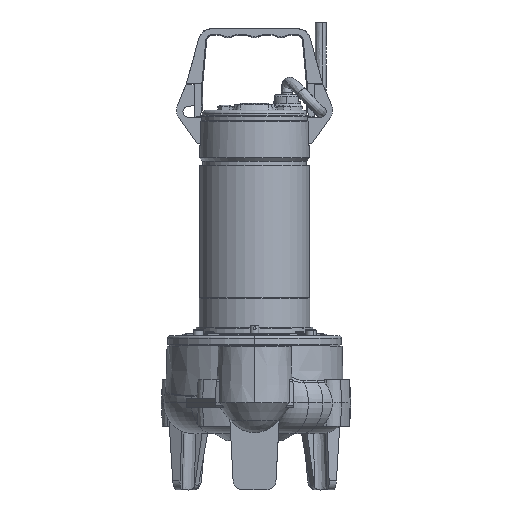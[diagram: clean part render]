
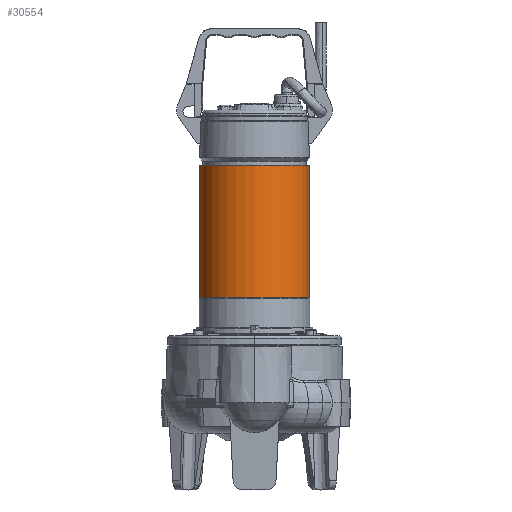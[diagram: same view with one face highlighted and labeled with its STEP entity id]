
A CAD part, top view. The second image highlights one B-rep face of the part: STEP entity #30554.
In plain terms, the highlighted cylindrical face has radius 45.8 mm (diameter 91.6 mm), a partial arc.
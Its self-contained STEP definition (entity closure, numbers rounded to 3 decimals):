
#691 = DIRECTION ( 'NONE',  ( 0., -1., 0. ) ) ;
#945 = DIRECTION ( 'NONE',  ( 1., 0., 0. ) ) ;
#4204 = CARTESIAN_POINT ( 'NONE',  ( 0., 32.657, 0. ) ) ;
#8176 = CIRCLE ( 'NONE', #14749, 45.8 ) ;
#8273 = VECTOR ( 'NONE', #23698, 1000. ) ;
#8611 = ORIENTED_EDGE ( 'NONE', *, *, #28288, .T. ) ;
#10637 = DIRECTION ( 'NONE',  ( 1., 0., 0. ) ) ;
#11107 = CARTESIAN_POINT ( 'NONE',  ( -45.8, 32.657, 0. ) ) ;
#13032 = AXIS2_PLACEMENT_3D ( 'NONE', #15497, #27241, #945 ) ;
#14539 = EDGE_CURVE ( 'NONE', #25750, #16903, #30419, .T. ) ;
#14680 = VERTEX_POINT ( 'NONE', #11107 ) ;
#14749 = AXIS2_PLACEMENT_3D ( 'NONE', #4204, #23402, #26079 ) ;
#15119 = EDGE_CURVE ( 'NONE', #26407, #14680, #8176, .T. ) ;
#15497 = CARTESIAN_POINT ( 'NONE',  ( 0., 0., 0. ) ) ;
#15604 = CARTESIAN_POINT ( 'NONE',  ( 45.8, 142.8, 0. ) ) ;
#16389 = LINE ( 'NONE', #24172, #8273 ) ;
#16903 = VERTEX_POINT ( 'NONE', #23098 ) ;
#17262 = ORIENTED_EDGE ( 'NONE', *, *, #15119, .F. ) ;
#17273 = ORIENTED_EDGE ( 'NONE', *, *, #24353, .F. ) ;
#17873 = FACE_OUTER_BOUND ( 'NONE', #27179, .T. ) ;
#19449 = CARTESIAN_POINT ( 'NONE',  ( 45.8, 0., 0. ) ) ;
#20737 = CARTESIAN_POINT ( 'NONE',  ( 45.8, 32.657, 0. ) ) ;
#20800 = ORIENTED_EDGE ( 'NONE', *, *, #14539, .T. ) ;
#22322 = VECTOR ( 'NONE', #29424, 1000. ) ;
#23098 = CARTESIAN_POINT ( 'NONE',  ( -45.8, 142.8, 0. ) ) ;
#23402 = DIRECTION ( 'NONE',  ( 0., -1., 0. ) ) ;
#23698 = DIRECTION ( 'NONE',  ( 0., -1., 0. ) ) ;
#23851 = AXIS2_PLACEMENT_3D ( 'NONE', #30124, #691, #10637 ) ;
#24172 = CARTESIAN_POINT ( 'NONE',  ( -45.8, 0., 0. ) ) ;
#24353 = EDGE_CURVE ( 'NONE', #25750, #26407, #24662, .T. ) ;
#24662 = LINE ( 'NONE', #19449, #22322 ) ;
#25750 = VERTEX_POINT ( 'NONE', #15604 ) ;
#26079 = DIRECTION ( 'NONE',  ( 1., 0., 0. ) ) ;
#26407 = VERTEX_POINT ( 'NONE', #20737 ) ;
#27179 = EDGE_LOOP ( 'NONE', ( #20800, #8611, #17262, #17273 ) ) ;
#27241 = DIRECTION ( 'NONE',  ( 0., -1., 0. ) ) ;
#27554 = CYLINDRICAL_SURFACE ( 'NONE', #13032, 45.8 ) ;
#28288 = EDGE_CURVE ( 'NONE', #16903, #14680, #16389, .T. ) ;
#29424 = DIRECTION ( 'NONE',  ( 0., -1., 0. ) ) ;
#30124 = CARTESIAN_POINT ( 'NONE',  ( 0., 142.8, 0. ) ) ;
#30419 = CIRCLE ( 'NONE', #23851, 45.8 ) ;
#30554 = ADVANCED_FACE ( 'NONE', ( #17873 ), #27554, .T. ) ;
